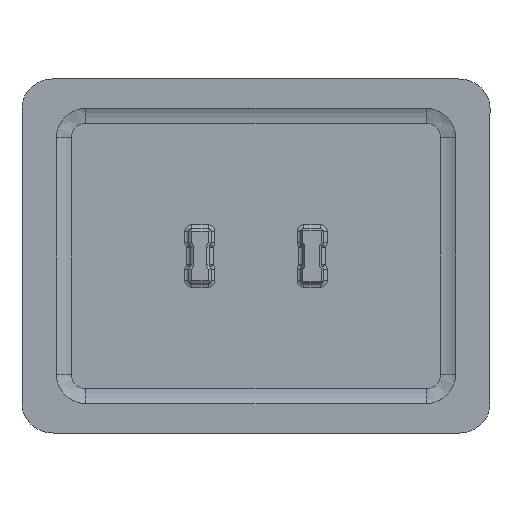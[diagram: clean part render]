
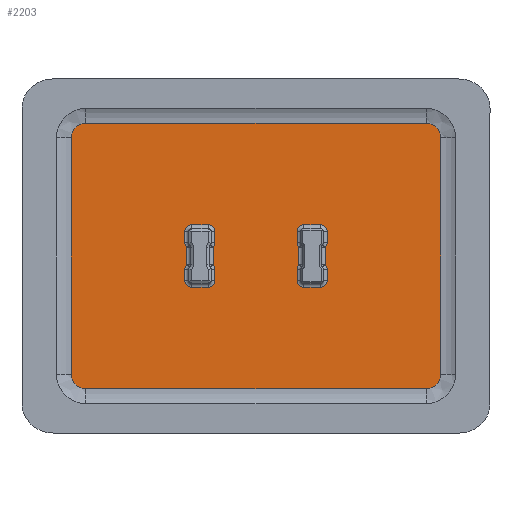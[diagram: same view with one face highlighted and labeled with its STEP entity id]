
A CAD part, front view. The second image highlights one B-rep face of the part: STEP entity #2203.
In plain terms, the highlighted face is planar.
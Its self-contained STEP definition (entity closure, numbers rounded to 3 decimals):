
#75=PLANE('',#2393);
#138=LINE('',#4054,#303);
#139=LINE('',#4083,#304);
#140=LINE('',#4087,#305);
#141=LINE('',#4113,#306);
#303=VECTOR('',#2692,1.5);
#304=VECTOR('',#2707,1.5);
#305=VECTOR('',#2712,1.5);
#306=VECTOR('',#2723,1.5);
#524=FACE_OUTER_BOUND('',#675,.T.);
#675=EDGE_LOOP('',(#1611,#1612,#1613,#1614,#1615,#1616,#1617,#1618));
#845=CIRCLE('',#2381,0.752);
#847=CIRCLE('',#2383,0.752);
#851=CIRCLE('',#2389,0.752);
#853=CIRCLE('',#2391,0.752);
#998=VERTEX_POINT('',#4051);
#999=VERTEX_POINT('',#4053);
#1000=VERTEX_POINT('',#4065);
#1001=VERTEX_POINT('',#4077);
#1002=VERTEX_POINT('',#4081);
#1003=VERTEX_POINT('',#4085);
#1004=VERTEX_POINT('',#4097);
#1005=VERTEX_POINT('',#4109);
#1206=EDGE_CURVE('',#998,#999,#138,.T.);
#1209=EDGE_CURVE('',#1000,#998,#845,.T.);
#1211=EDGE_CURVE('',#999,#1001,#847,.T.);
#1213=EDGE_CURVE('',#1002,#1000,#139,.T.);
#1215=EDGE_CURVE('',#1001,#1003,#140,.T.);
#1217=EDGE_CURVE('',#1004,#1002,#851,.T.);
#1219=EDGE_CURVE('',#1003,#1005,#853,.T.);
#1220=EDGE_CURVE('',#1005,#1004,#141,.T.);
#1611=ORIENTED_EDGE('',*,*,#1206,.F.);
#1612=ORIENTED_EDGE('',*,*,#1209,.F.);
#1613=ORIENTED_EDGE('',*,*,#1213,.F.);
#1614=ORIENTED_EDGE('',*,*,#1217,.F.);
#1615=ORIENTED_EDGE('',*,*,#1220,.F.);
#1616=ORIENTED_EDGE('',*,*,#1219,.F.);
#1617=ORIENTED_EDGE('',*,*,#1215,.F.);
#1618=ORIENTED_EDGE('',*,*,#1211,.F.);
#2203=ADVANCED_FACE('',(#524),#75,.T.);
#2381=AXIS2_PLACEMENT_3D('',#4067,#2697,#2698);
#2383=AXIS2_PLACEMENT_3D('',#4079,#2701,#2702);
#2389=AXIS2_PLACEMENT_3D('',#4099,#2715,#2716);
#2391=AXIS2_PLACEMENT_3D('',#4111,#2719,#2720);
#2393=AXIS2_PLACEMENT_3D('',#4114,#2724,#2725);
#2692=DIRECTION('',(-1.,0.,0.));
#2697=DIRECTION('center_axis',(0.,0.,-1.));
#2698=DIRECTION('ref_axis',(0.,1.,0.));
#2701=DIRECTION('center_axis',(0.,0.,-1.));
#2702=DIRECTION('ref_axis',(0.,1.,0.));
#2707=DIRECTION('',(0.,-1.,0.));
#2712=DIRECTION('',(0.,1.,0.));
#2715=DIRECTION('center_axis',(0.,0.,-1.));
#2716=DIRECTION('ref_axis',(-1.,0.,0.));
#2719=DIRECTION('center_axis',(0.,0.,-1.));
#2720=DIRECTION('ref_axis',(1.,0.,0.));
#2723=DIRECTION('',(1.,0.,0.));
#2724=DIRECTION('center_axis',(0.,0.,1.));
#2725=DIRECTION('ref_axis',(1.,0.,0.));
#4051=CARTESIAN_POINT('',(8.644,-36.752,0.));
#4053=CARTESIAN_POINT('',(-8.644,-36.752,0.));
#4054=CARTESIAN_POINT('',(-5.072,-36.752,0.));
#4065=CARTESIAN_POINT('',(9.395,-36.,0.));
#4067=CARTESIAN_POINT('Origin',(8.644,-36.,0.));
#4077=CARTESIAN_POINT('',(-9.395,-36.,0.));
#4079=CARTESIAN_POINT('Origin',(-8.644,-36.,0.));
#4081=CARTESIAN_POINT('',(9.395,-24.,0.));
#4083=CARTESIAN_POINT('',(9.395,-29.25,0.));
#4085=CARTESIAN_POINT('',(-9.395,-24.,0.));
#4087=CARTESIAN_POINT('',(-9.395,-21.75,0.));
#4097=CARTESIAN_POINT('',(8.644,-23.248,0.));
#4099=CARTESIAN_POINT('Origin',(8.644,-24.,0.));
#4109=CARTESIAN_POINT('',(-8.644,-23.248,0.));
#4111=CARTESIAN_POINT('Origin',(-8.644,-24.,0.));
#4113=CARTESIAN_POINT('',(5.072,-23.248,0.));
#4114=CARTESIAN_POINT('Origin',(0.,-30.,0.));
